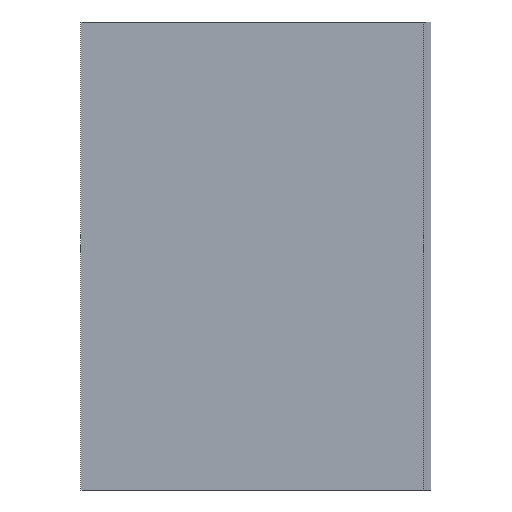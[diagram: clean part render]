
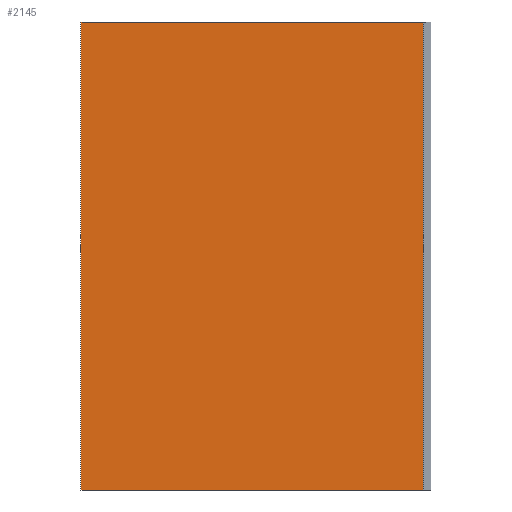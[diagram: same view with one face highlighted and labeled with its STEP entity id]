
A CAD part, front view. The second image highlights one B-rep face of the part: STEP entity #2145.
In plain terms, the highlighted planar face has unit normal (0, -1, 0).
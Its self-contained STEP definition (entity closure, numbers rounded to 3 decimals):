
#207=PLANE('',#2257);
#312=FACE_OUTER_BOUND('',#444,.T.);
#444=EDGE_LOOP('',(#1880,#1881,#1882,#1883));
#630=LINE('',#4144,#820);
#633=LINE('',#4150,#823);
#634=LINE('',#4152,#824);
#635=LINE('',#4153,#825);
#820=VECTOR('',#2563,10.);
#823=VECTOR('',#2568,10.);
#824=VECTOR('',#2569,10.);
#825=VECTOR('',#2570,10.);
#1076=VERTEX_POINT('',#4140);
#1078=VERTEX_POINT('',#4143);
#1080=VERTEX_POINT('',#4149);
#1081=VERTEX_POINT('',#4151);
#1360=EDGE_CURVE('',#1078,#1076,#630,.T.);
#1363=EDGE_CURVE('',#1080,#1076,#633,.T.);
#1364=EDGE_CURVE('',#1081,#1080,#634,.T.);
#1365=EDGE_CURVE('',#1078,#1081,#635,.T.);
#1880=ORIENTED_EDGE('',*,*,#1360,.T.);
#1881=ORIENTED_EDGE('',*,*,#1363,.F.);
#1882=ORIENTED_EDGE('',*,*,#1364,.F.);
#1883=ORIENTED_EDGE('',*,*,#1365,.F.);
#2145=ADVANCED_FACE('',(#312),#207,.F.);
#2257=AXIS2_PLACEMENT_3D('',#4148,#2566,#2567);
#2563=DIRECTION('',(0.,0.,1.));
#2566=DIRECTION('center_axis',(0.,1.,0.));
#2567=DIRECTION('ref_axis',(0.,0.,1.));
#2568=DIRECTION('',(1.,0.,0.));
#2569=DIRECTION('',(0.,0.,1.));
#2570=DIRECTION('',(-1.,0.,0.));
#4140=CARTESIAN_POINT('',(83.747,0.,117.));
#4143=CARTESIAN_POINT('',(83.747,0.,-117.));
#4144=CARTESIAN_POINT('',(83.747,0.,-58.5));
#4148=CARTESIAN_POINT('Origin',(0.,0.,0.));
#4149=CARTESIAN_POINT('',(-87.5,0.,117.));
#4150=CARTESIAN_POINT('',(-87.5,0.,117.));
#4151=CARTESIAN_POINT('',(-87.5,0.,-117.));
#4152=CARTESIAN_POINT('',(-87.5,0.,-117.));
#4153=CARTESIAN_POINT('',(87.5,0.,-117.));
